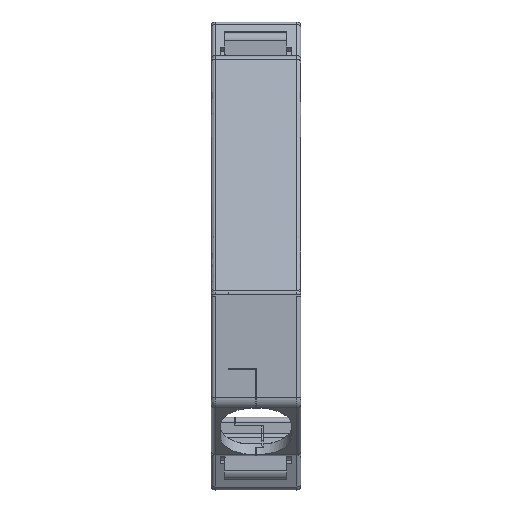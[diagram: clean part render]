
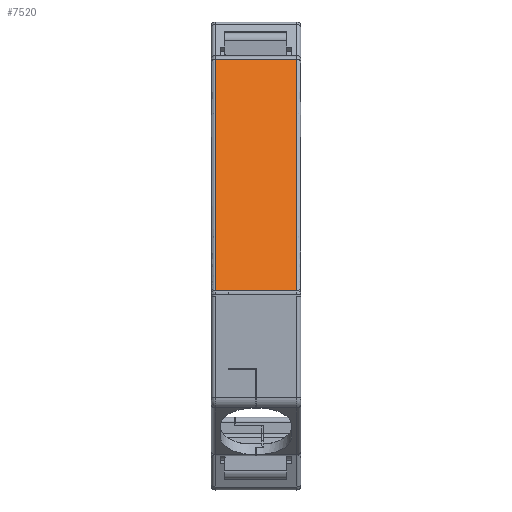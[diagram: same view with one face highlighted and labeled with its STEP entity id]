
A CAD part, top view. The second image highlights one B-rep face of the part: STEP entity #7520.
In plain terms, the highlighted planar face has unit normal (0, 0.342, 0.94).
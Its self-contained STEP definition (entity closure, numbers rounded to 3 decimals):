
#1801=CARTESIAN_POINT('',(0.3,95.3,-1.912));
#1802=VERTEX_POINT('',#1801);
#1810=CARTESIAN_POINT('',(10.8,95.3,-1.912));
#1811=VERTEX_POINT('',#1810);
#1812=CARTESIAN_POINT('',(0.3,95.3,-1.912));
#1813=DIRECTION('',(1.,0.,0.));
#1814=VECTOR('',#1813,10.5);
#1815=LINE('',#1812,#1814);
#1816=EDGE_CURVE('',#1802,#1811,#1815,.T.);
#7463=CARTESIAN_POINT('',(2.,65.569,8.91));
#7464=VERTEX_POINT('',#7463);
#7465=CARTESIAN_POINT('',(0.3,65.569,8.91));
#7466=VERTEX_POINT('',#7465);
#7467=CARTESIAN_POINT('',(2.,65.569,8.91));
#7468=DIRECTION('',(-1.,0.,0.));
#7469=VECTOR('',#7468,1.7);
#7470=LINE('',#7467,#7469);
#7471=EDGE_CURVE('',#7464,#7466,#7470,.T.);
#7491=CARTESIAN_POINT('',(5.55,80.435,3.499));
#7492=DIRECTION('',(0.,-0.94,0.342));
#7493=DIRECTION('',(-0.,0.342,0.94));
#7494=AXIS2_PLACEMENT_3D('',#7491,#7493,#7492);
#7495=PLANE('',#7494);
#7496=CARTESIAN_POINT('',(0.3,95.3,-1.912));
#7497=DIRECTION('',(0.,-0.94,0.342));
#7498=VECTOR('',#7497,31.639);
#7499=LINE('',#7496,#7498);
#7500=EDGE_CURVE('',#1802,#7466,#7499,.T.);
#7501=ORIENTED_EDGE('',*,*,#7500,.T.);
#7502=ORIENTED_EDGE('',*,*,#7471,.F.);
#7503=CARTESIAN_POINT('',(10.8,65.569,8.91));
#7504=VERTEX_POINT('',#7503);
#7505=CARTESIAN_POINT('',(2.,65.569,8.91));
#7506=DIRECTION('',(1.,0.,0.));
#7507=VECTOR('',#7506,8.8);
#7508=LINE('',#7505,#7507);
#7509=EDGE_CURVE('',#7464,#7504,#7508,.T.);
#7510=ORIENTED_EDGE('',*,*,#7509,.T.);
#7511=CARTESIAN_POINT('',(10.8,95.3,-1.912));
#7512=DIRECTION('',(0.,-0.94,0.342));
#7513=VECTOR('',#7512,31.639);
#7514=LINE('',#7511,#7513);
#7515=EDGE_CURVE('',#1811,#7504,#7514,.T.);
#7516=ORIENTED_EDGE('',*,*,#7515,.F.);
#7517=ORIENTED_EDGE('',*,*,#1816,.F.);
#7518=EDGE_LOOP('',(#7501,#7502,#7510,#7516,#7517));
#7519=FACE_OUTER_BOUND('',#7518,.T.);
#7520=ADVANCED_FACE('',(#7519),#7495,.T.);
